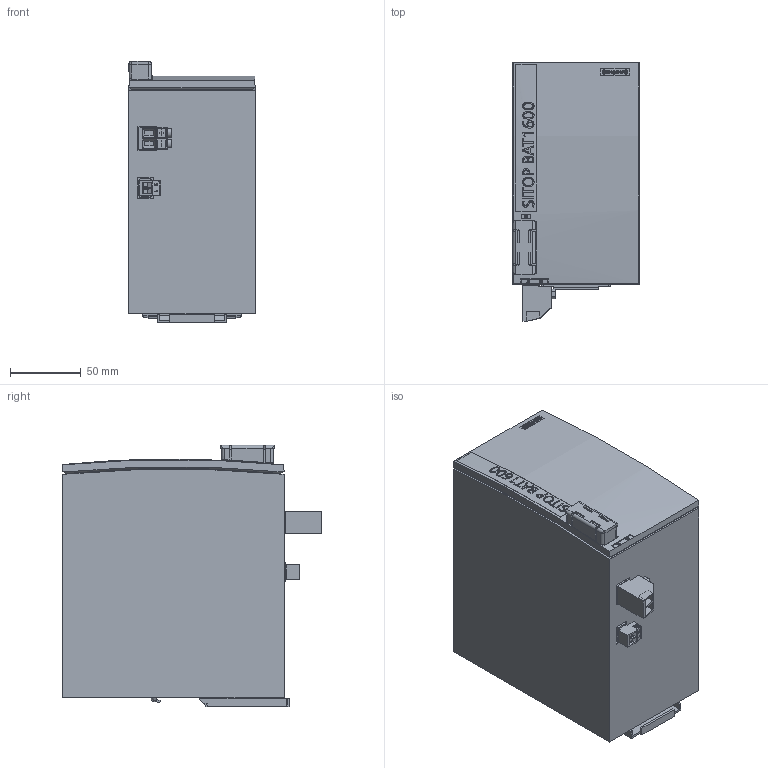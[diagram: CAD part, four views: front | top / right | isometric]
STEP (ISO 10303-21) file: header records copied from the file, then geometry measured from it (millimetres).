
FILE_DESCRIPTION(/* description */ (''),/* implementation_level */ '2;1');
FILE_NAME(/* name */ '6ep41330ga000ay0_001_stp.stp',/* time_stamp */ '2021-04-21T11:19:37+03:00',/* author */ (''),/* organization */ (''),/* preprocessor_version */ 'ST-DEVELOPER v16.7',/* originating_system */ 'SIEMENS PLM Software NX 12.0',/* authorisation */ '');
FILE_SCHEMA (('AUTOMOTIVE_DESIGN { 1 0 10303 214 3 1 1 1 }'));
Length unit declared in the file: millimetre
Products named in the file (1): 3.2_bODIES_fINAL
Bounding box: 89.02 x 182.5 x 184.2 mm (x, y, z)
Volume: 199795.6 mm3; surface area: 239576.6 mm2
Topology: 19 solids, 21 shells, 1223 faces, 3295 edges, 2157 vertices
Faces by surface type: plane 836, cylinder 240, extrusion 96, bspline 24, sphere 13, torus 6, cone 6, revolution 2
Full cylindrical faces by diameter (mm): 0.2 x1, 0.609 x1, 1.4 x2, 2.8 x1, 3.783 x2, 4 x2, 5.2 x2
Entity records: 47678 total; most frequent: CARTESIAN_POINT 11858, ORIENTED_EDGE 6532, DIRECTION 5889, EDGE_CURVE 3266, VECTOR 2355, LINE 2259, VERTEX_POINT 2152, AXIS2_PLACEMENT_3D 1766
